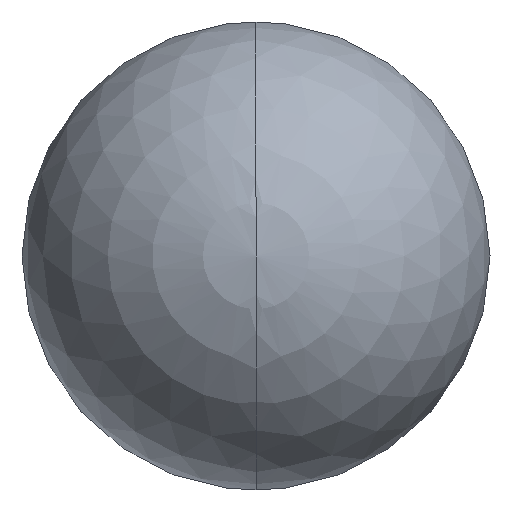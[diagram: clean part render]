
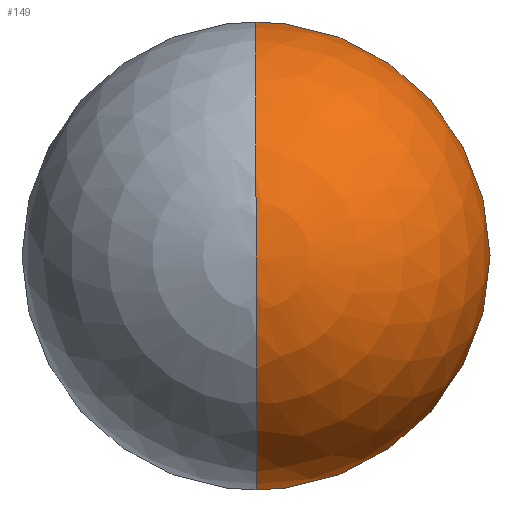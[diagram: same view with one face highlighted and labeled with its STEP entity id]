
A CAD part, left-side view. The second image highlights one B-rep face of the part: STEP entity #149.
In plain terms, the highlighted spherical face has radius 16 mm.
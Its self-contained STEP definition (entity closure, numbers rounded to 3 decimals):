
#103=EDGE_CURVE('',#161,#145,#238,.T.);
#145=VERTEX_POINT('',#285);
#149=ADVANCED_FACE('',(#289),#290,.T.);
#155=VERTEX_POINT('',#296);
#161=VERTEX_POINT('',#302);
#171=EDGE_CURVE('',#145,#155,#314,.T.);
#189=EDGE_CURVE('',#155,#161,#334,.T.);
#238=CIRCLE('',#378,16.0);
#285=CARTESIAN_POINT('',(-146.0,0.,0.));
#289=FACE_OUTER_BOUND('',#443,.T.);
#290=SPHERICAL_SURFACE('',#444,16.0);
#296=CARTESIAN_POINT('',(-117.0,0.,9.327));
#302=CARTESIAN_POINT('',(-117.0,0.,-9.327));
#314=CIRCLE('',#476,16.0);
#334=CIRCLE('',#500,9.327);
#378=AXIS2_PLACEMENT_3D('',#553,#554,#555);
#443=EDGE_LOOP('',(#610,#611,#612));
#444=AXIS2_PLACEMENT_3D('',#613,#614,#615);
#476=AXIS2_PLACEMENT_3D('',#644,#645,#646);
#500=AXIS2_PLACEMENT_3D('',#671,#672,#673);
#553=CARTESIAN_POINT('',(-130.0,0.,0.));
#554=DIRECTION('',(-0.0,1.0,0.));
#555=DIRECTION('',(0.0,0.,-1.0));
#610=ORIENTED_EDGE('',*,*,#171,.F.);
#611=ORIENTED_EDGE('',*,*,#103,.F.);
#612=ORIENTED_EDGE('',*,*,#189,.F.);
#613=CARTESIAN_POINT('',(-130.0,0.,0.));
#614=DIRECTION('',(1.0,0.0,0.0));
#615=DIRECTION('',(0.0,0.,1.0));
#644=CARTESIAN_POINT('',(-130.0,0.,0.));
#645=DIRECTION('',(-0.0,1.0,0.));
#646=DIRECTION('',(0.0,0.,-1.0));
#671=CARTESIAN_POINT('',(-117.0,0.,0.));
#672=DIRECTION('',(1.0,0.0,0.0));
#673=DIRECTION('',(0.0,0.,1.0));
